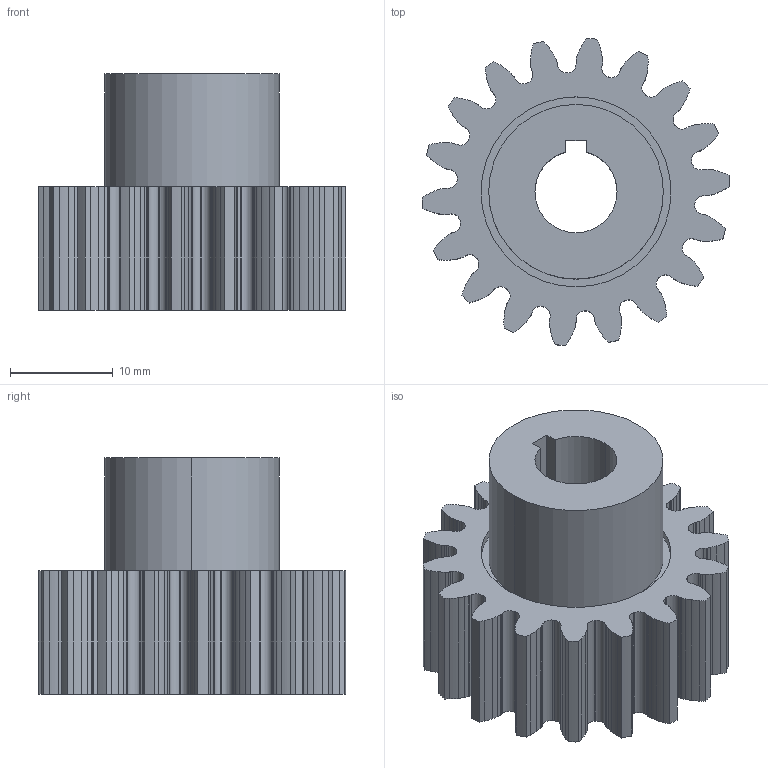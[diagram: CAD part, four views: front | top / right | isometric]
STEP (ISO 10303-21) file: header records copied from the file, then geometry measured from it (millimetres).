
FILE_DESCRIPTION(('STEP AP214'),'1');
FILE_NAME('cctmp_C3FEFC2B-EA8B-4127-933F-3C6B3C6ED82E_2025_01_24_21_39_32_0302_139516..stp','2025-01-24T20:39:32',('igus GmbH'),('CADClick - www.CADClick.com'),'Spatial InterOp 3D',' ','unknown authorization');
FILE_SCHEMA(('AUTOMOTIVE_DESIGN'));
Length unit declared in the file: millimetre
Products named in the file (2): 2025_01_24_21_39_32_0255; 2025_01_24_21_39_32_0302
Assembly tree (1 placements, depth 2):
  2025_01_24_21_39_32_0255
    2025_01_24_21_39_32_0302
Bounding box: 29.98 x 29.93 x 23 mm (x, y, z)
Volume: 7969.8 mm3; surface area: 4389.5 mm2
Topology: 1 solids, 1 shells, 308 faces, 906 edges, 604 vertices
Faces by surface type: cylinder 263, plane 45
Entity records: 13075 total; most frequent: DIRECTION 2052, CARTESIAN_POINT 1820, ORIENTED_EDGE 1812, EDGE_CURVE 906, AXIS2_PLACEMENT_3D 836, VERTEX_POINT 604, CIRCLE 526, LINE 380
